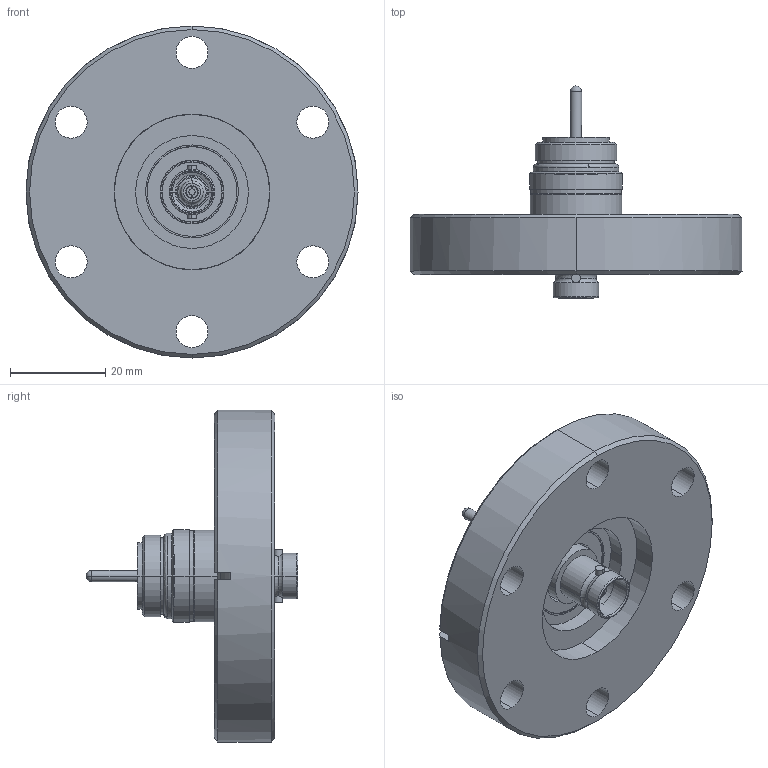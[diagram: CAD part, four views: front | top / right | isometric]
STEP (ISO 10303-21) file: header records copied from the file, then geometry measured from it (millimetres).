
FILE_DESCRIPTION (( 'STEP AP203' ), '1' );
FILE_NAME ('A0304-1-CF.STEP', '2012-04-04T19:02:08', ( '' ), ( '' ), 'SwSTEP 2.0', 'SolidWorks 2011', '' );
FILE_SCHEMA (( 'CONFIG_CONTROL_DESIGN' ));
Length unit declared in the file: inch
Products named in the file (1): A0304-1-CF
Bounding box: 69.85 x 44.6 x 69.85 mm (x, y, z)
Volume: 41317.9 mm3; surface area: 20186.3 mm2
Topology: 1 solids, 1 shells, 215 faces, 497 edges, 311 vertices
Faces by surface type: cylinder 110, plane 46, cone 35, torus 16, bspline 6, sphere 2
Entity records: 6803 total; most frequent: CARTESIAN_POINT 1660, DIRECTION 1171, ORIENTED_EDGE 986, AXIS2_PLACEMENT_3D 501, EDGE_CURVE 493, VERTEX_POINT 309, CIRCLE 291, EDGE_LOOP 258
